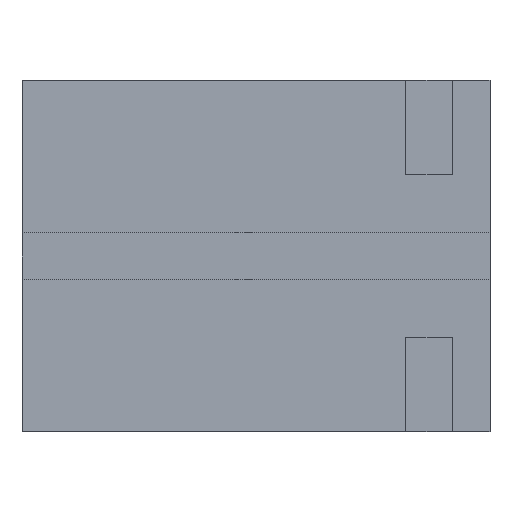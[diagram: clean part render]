
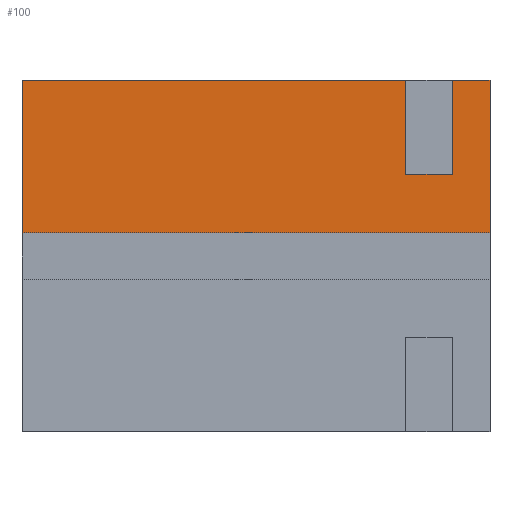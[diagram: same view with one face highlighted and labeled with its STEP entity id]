
A CAD part, top view. The second image highlights one B-rep face of the part: STEP entity #100.
In plain terms, the highlighted planar face has unit normal (0, 0, 1).
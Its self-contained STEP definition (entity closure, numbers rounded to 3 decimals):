
#100 = ADVANCED_FACE('',(#101),#167,.F.);
#101 = FACE_BOUND('',#102,.T.);
#102 = EDGE_LOOP('',(#103,#113,#121,#129,#137,#145,#153,#161));
#103 = ORIENTED_EDGE('',*,*,#104,.F.);
#104 = EDGE_CURVE('',#105,#107,#109,.T.);
#105 = VERTEX_POINT('',#106);
#106 = CARTESIAN_POINT('',(120.,12.75,2.25));
#107 = VERTEX_POINT('',#108);
#108 = CARTESIAN_POINT('',(-80.,12.75,2.25));
#109 = LINE('',#110,#111);
#110 = CARTESIAN_POINT('',(-80.,12.75,2.25));
#111 = VECTOR('',#112,1.);
#112 = DIRECTION('',(-1.,0.,0.));
#113 = ORIENTED_EDGE('',*,*,#114,.T.);
#114 = EDGE_CURVE('',#105,#115,#117,.T.);
#115 = VERTEX_POINT('',#116);
#116 = CARTESIAN_POINT('',(120.,77.75,2.25));
#117 = LINE('',#118,#119);
#118 = CARTESIAN_POINT('',(120.,77.75,2.25));
#119 = VECTOR('',#120,1.);
#120 = DIRECTION('',(0.,1.,0.));
#121 = ORIENTED_EDGE('',*,*,#122,.T.);
#122 = EDGE_CURVE('',#115,#123,#125,.T.);
#123 = VERTEX_POINT('',#124);
#124 = CARTESIAN_POINT('',(103.952,77.75,2.25));
#125 = LINE('',#126,#127);
#126 = CARTESIAN_POINT('',(-80.,77.75,2.25));
#127 = VECTOR('',#128,1.);
#128 = DIRECTION('',(-1.,0.,0.));
#129 = ORIENTED_EDGE('',*,*,#130,.F.);
#130 = EDGE_CURVE('',#131,#123,#133,.T.);
#131 = VERTEX_POINT('',#132);
#132 = CARTESIAN_POINT('',(103.952,37.75,2.25));
#133 = LINE('',#134,#135);
#134 = CARTESIAN_POINT('',(103.952,37.75,2.25));
#135 = VECTOR('',#136,1.);
#136 = DIRECTION('',(0.,1.,0.));
#137 = ORIENTED_EDGE('',*,*,#138,.F.);
#138 = EDGE_CURVE('',#139,#131,#141,.T.);
#139 = VERTEX_POINT('',#140);
#140 = CARTESIAN_POINT('',(83.952,37.75,2.25));
#141 = LINE('',#142,#143);
#142 = CARTESIAN_POINT('',(83.952,37.75,2.25));
#143 = VECTOR('',#144,1.);
#144 = DIRECTION('',(1.,0.,0.));
#145 = ORIENTED_EDGE('',*,*,#146,.F.);
#146 = EDGE_CURVE('',#147,#139,#149,.T.);
#147 = VERTEX_POINT('',#148);
#148 = CARTESIAN_POINT('',(83.952,77.75,2.25));
#149 = LINE('',#150,#151);
#150 = CARTESIAN_POINT('',(83.952,77.75,2.25));
#151 = VECTOR('',#152,1.);
#152 = DIRECTION('',(0.,-1.,0.));
#153 = ORIENTED_EDGE('',*,*,#154,.T.);
#154 = EDGE_CURVE('',#147,#155,#157,.T.);
#155 = VERTEX_POINT('',#156);
#156 = CARTESIAN_POINT('',(-80.,77.75,2.25));
#157 = LINE('',#158,#159);
#158 = CARTESIAN_POINT('',(-80.,77.75,2.25));
#159 = VECTOR('',#160,1.);
#160 = DIRECTION('',(-1.,0.,0.));
#161 = ORIENTED_EDGE('',*,*,#162,.T.);
#162 = EDGE_CURVE('',#155,#107,#163,.T.);
#163 = LINE('',#164,#165);
#164 = CARTESIAN_POINT('',(-80.,-72.25,2.25));
#165 = VECTOR('',#166,1.);
#166 = DIRECTION('',(0.,-1.,0.));
#167 = PLANE('',#168);
#168 = AXIS2_PLACEMENT_3D('',#169,#170,#171);
#169 = CARTESIAN_POINT('',(20.,2.75,2.25));
#170 = DIRECTION('',(0.,0.,-1.));
#171 = DIRECTION('',(0.,1.,0.));
